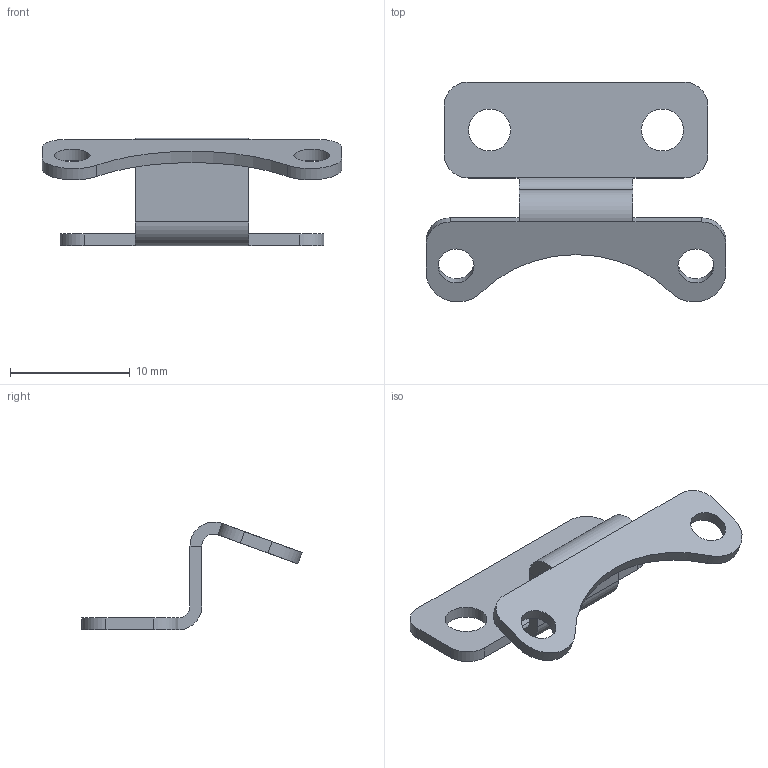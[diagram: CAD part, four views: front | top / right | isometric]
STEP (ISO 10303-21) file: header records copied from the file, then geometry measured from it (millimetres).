
FILE_DESCRIPTION((''),'2;1');
FILE_NAME('SMALL FAN MOUNT.stp','2015-01-29T12:03:07',('jge'),(''),'Autodesk Inventor 2012','Autodesk Inventor 2012','');
FILE_SCHEMA(('AUTOMOTIVE_DESIGN { 1 0 10303 214 1 1 1 1 }'));
Length unit declared in the file: millimetre
Products named in the file (1): FRONT FAN MOUNT
Bounding box: 25 x 18.35 x 9 mm (x, y, z)
Volume: 358 mm3; surface area: 877.5 mm2
Topology: 1 solids, 1 shells, 36 faces, 90 edges, 56 vertices
Faces by surface type: plane 19, cylinder 17
Full cylindrical faces by diameter (mm): 3 x2, 3.5 x2
Entity records: 1094 total; most frequent: DIRECTION 194, CARTESIAN_POINT 179, ORIENTED_EDGE 172, EDGE_CURVE 86, AXIS2_PLACEMENT_3D 71, VERTEX_POINT 56, VECTOR 52, LINE 52
